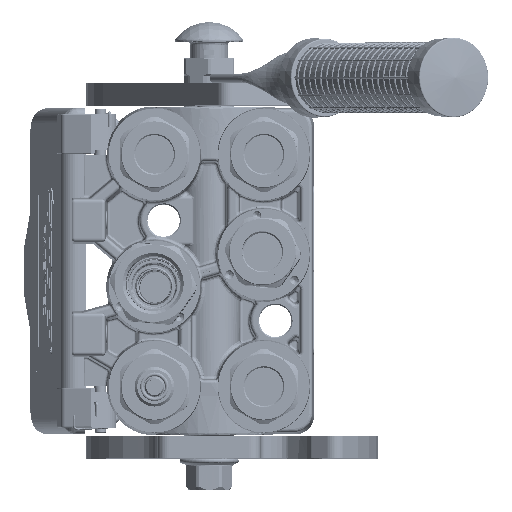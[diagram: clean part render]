
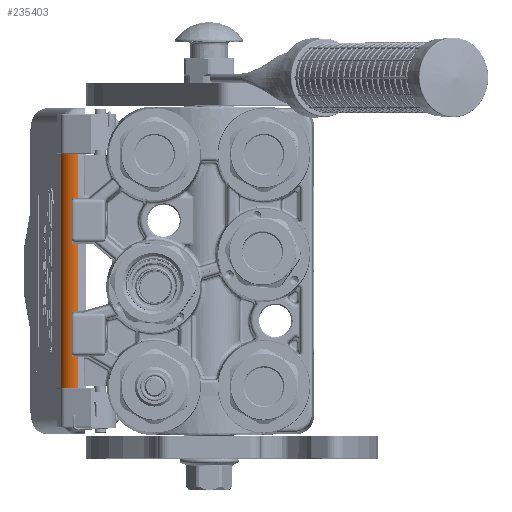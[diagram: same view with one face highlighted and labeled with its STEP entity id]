
A CAD part, top view. The second image highlights one B-rep face of the part: STEP entity #235403.
In plain terms, the highlighted cylindrical face has radius 6.5 mm (diameter 13 mm), a partial arc.
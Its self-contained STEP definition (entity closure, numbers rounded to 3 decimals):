
#8893 = CARTESIAN_POINT ( 'NONE',  ( 5.2, 51.583, -9.869 ) ) ;
#10065 = VERTEX_POINT ( 'NONE', #200520 ) ;
#16714 = CARTESIAN_POINT ( 'NONE',  ( 6.5, 52.697, -10. ) ) ;
#22137 = CARTESIAN_POINT ( 'NONE',  ( 0., 51.25, -3.5 ) ) ;
#29219 = CARTESIAN_POINT ( 'NONE',  ( 5.02, 51.499, -9.83 ) ) ;
#30179 = CARTESIAN_POINT ( 'NONE',  ( 5.261, 51.615, -9.881 ) ) ;
#34910 = VERTEX_POINT ( 'NONE', #16714 ) ;
#39519 = LINE ( 'NONE', #229573, #229636 ) ;
#43746 = VERTEX_POINT ( 'NONE', #22137 ) ;
#51900 = CARTESIAN_POINT ( 'NONE',  ( 5.604, -51.819, -9.938 ) ) ;
#52386 = CARTESIAN_POINT ( 'NONE',  ( 4.839, 51.425, -9.785 ) ) ;
#67075 = VECTOR ( 'NONE', #126451, 1000. ) ;
#67127 = DIRECTION ( 'NONE',  ( 0., -1., 0. ) ) ;
#73087 = CARTESIAN_POINT ( 'NONE',  ( 6.5, -52.697, -10. ) ) ;
#73147 = VERTEX_POINT ( 'NONE', #164897 ) ;
#73470 = EDGE_LOOP ( 'NONE', ( #143368, #144752, #181090, #211508, #285037, #232697 ) ) ;
#79204 = CYLINDRICAL_SURFACE ( 'NONE', #238284, 6.5 ) ;
#79329 = B_SPLINE_CURVE_WITH_KNOTS ( 'NONE', 3,
 ( #248410, #269663, #118989, #118027, #52386, #29219, #249353, #8893, #30179, #141222, #272456, #163414 ),
 .UNSPECIFIED., .F., .F.,
 ( 4, 2, 2, 2, 2, 4 ),
 ( 0., 0.25, 0.375, 0.438, 0.5, 1. ),
 .UNSPECIFIED. ) ;
#95368 = CARTESIAN_POINT ( 'NONE',  ( 5.38, -51.68, -9.903 ) ) ;
#97250 = CARTESIAN_POINT ( 'NONE',  ( 6.165, -52.278, -9.994 ) ) ;
#98205 = CARTESIAN_POINT ( 'NONE',  ( 6.343, -52.476, -10. ) ) ;
#98611 = CIRCLE ( 'NONE', #175266, 6.5 ) ;
#104432 = DIRECTION ( 'NONE',  ( -1., 0., 0. ) ) ;
#106326 = CARTESIAN_POINT ( 'NONE',  ( 6.5, 257.915, -3.5 ) ) ;
#113511 = EDGE_CURVE ( 'NONE', #73147, #10065, #238805, .T. ) ;
#114486 = DIRECTION ( 'NONE',  ( -1., 0., 0. ) ) ;
#118027 = CARTESIAN_POINT ( 'NONE',  ( 4.717, 51.384, -9.752 ) ) ;
#118989 = CARTESIAN_POINT ( 'NONE',  ( 4.351, 51.285, -9.64 ) ) ;
#119144 = VERTEX_POINT ( 'NONE', #188831 ) ;
#120384 = CARTESIAN_POINT ( 'NONE',  ( 4.35, -51.253, -9.658 ) ) ;
#126451 = DIRECTION ( 'NONE',  ( 0., -1., 0. ) ) ;
#136148 = LINE ( 'NONE', #258770, #67075 ) ;
#137997 = EDGE_CURVE ( 'NONE', #43746, #158683, #98611, .T. ) ;
#141222 = CARTESIAN_POINT ( 'NONE',  ( 5.789, 51.904, -9.979 ) ) ;
#143368 = ORIENTED_EDGE ( 'NONE', *, *, #270435, .T. ) ;
#144752 = ORIENTED_EDGE ( 'NONE', *, *, #113511, .F. ) ;
#158683 = VERTEX_POINT ( 'NONE', #239386 ) ;
#162929 = CARTESIAN_POINT ( 'NONE',  ( 5.87, -52.015, -9.97 ) ) ;
#163414 = CARTESIAN_POINT ( 'NONE',  ( 6.5, 52.697, -10. ) ) ;
#163898 = CARTESIAN_POINT ( 'NONE',  ( 5.549, -51.783, -9.93 ) ) ;
#164897 = CARTESIAN_POINT ( 'NONE',  ( 0., -51.25, -3.5 ) ) ;
#175266 = AXIS2_PLACEMENT_3D ( 'NONE', #283530, #67127, #195708 ) ;
#181090 = ORIENTED_EDGE ( 'NONE', *, *, #253092, .F. ) ;
#186127 = DIRECTION ( 'NONE',  ( 0., -1., 0. ) ) ;
#187041 = CARTESIAN_POINT ( 'NONE',  ( 5.766, -51.933, -9.959 ) ) ;
#188831 = CARTESIAN_POINT ( 'NONE',  ( 6.5, -52.697, -10. ) ) ;
#190894 = AXIS2_PLACEMENT_3D ( 'NONE', #228386, #248676, #114486 ) ;
#195178 = DIRECTION ( 'NONE',  ( 0., 1., 0. ) ) ;
#195708 = DIRECTION ( 'NONE',  ( -1., 0., 0. ) ) ;
#200420 = FACE_OUTER_BOUND ( 'NONE', #73470, .T. ) ;
#200520 = CARTESIAN_POINT ( 'NONE',  ( 3.859, -51.25, -9.44 ) ) ;
#211508 = ORIENTED_EDGE ( 'NONE', *, *, #137997, .T. ) ;
#223225 = EDGE_CURVE ( 'NONE', #158683, #34910, #79329, .T. ) ;
#224922 = EDGE_CURVE ( 'NONE', #34910, #119144, #39519, .T. ) ;
#227644 = CARTESIAN_POINT ( 'NONE',  ( 3.859, -51.25, -9.44 ) ) ;
#228386 = CARTESIAN_POINT ( 'NONE',  ( 6.5, -51.25, -3.5 ) ) ;
#229573 = CARTESIAN_POINT ( 'NONE',  ( 6.5, 52.697, -10. ) ) ;
#229636 = VECTOR ( 'NONE', #186127, 1000. ) ;
#232697 = ORIENTED_EDGE ( 'NONE', *, *, #224922, .T. ) ;
#235403 = ADVANCED_FACE ( 'NONE', ( #200420 ), #79204, .T. ) ;
#238284 = AXIS2_PLACEMENT_3D ( 'NONE', #106326, #195178, #104432 ) ;
#238805 = CIRCLE ( 'NONE', #190894, 6.5 ) ;
#239386 = CARTESIAN_POINT ( 'NONE',  ( 3.859, 51.25, -9.44 ) ) ;
#248410 = CARTESIAN_POINT ( 'NONE',  ( 3.859, 51.25, -9.44 ) ) ;
#248676 = DIRECTION ( 'NONE',  ( 0., -1., 0. ) ) ;
#249353 = CARTESIAN_POINT ( 'NONE',  ( 5.08, 51.526, -9.843 ) ) ;
#252652 = CARTESIAN_POINT ( 'NONE',  ( 4.843, -51.385, -9.804 ) ) ;
#253092 = EDGE_CURVE ( 'NONE', #43746, #73147, #136148, .T. ) ;
#258770 = CARTESIAN_POINT ( 'NONE',  ( 0., 51.25, -3.5 ) ) ;
#261539 = B_SPLINE_CURVE_WITH_KNOTS ( 'NONE', 3,
 ( #73087, #98205, #97250, #162929, #187041, #51900, #163898, #273884, #95368, #252652, #120384, #227644 ),
 .UNSPECIFIED., .F., .F.,
 ( 4, 2, 2, 2, 2, 4 ),
 ( 0., 0.25, 0.375, 0.437, 0.5, 1. ),
 .UNSPECIFIED. ) ;
#269663 = CARTESIAN_POINT ( 'NONE',  ( 4.105, 51.251, -9.548 ) ) ;
#270435 = EDGE_CURVE ( 'NONE', #119144, #10065, #261539, .T. ) ;
#272456 = CARTESIAN_POINT ( 'NONE',  ( 6.186, 52.254, -10. ) ) ;
#273884 = CARTESIAN_POINT ( 'NONE',  ( 5.436, -51.713, -9.913 ) ) ;
#283530 = CARTESIAN_POINT ( 'NONE',  ( 6.5, 51.25, -3.5 ) ) ;
#285037 = ORIENTED_EDGE ( 'NONE', *, *, #223225, .T. ) ;
